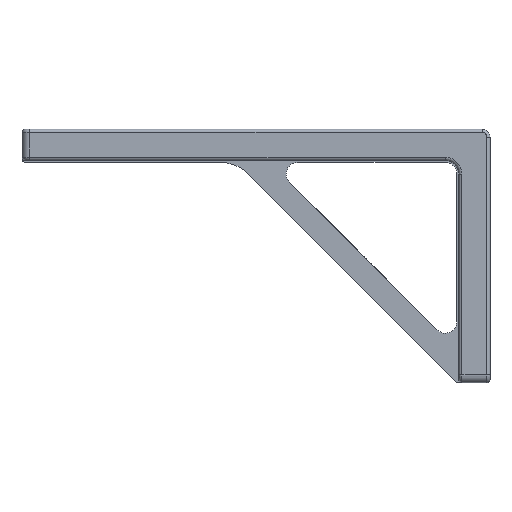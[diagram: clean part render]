
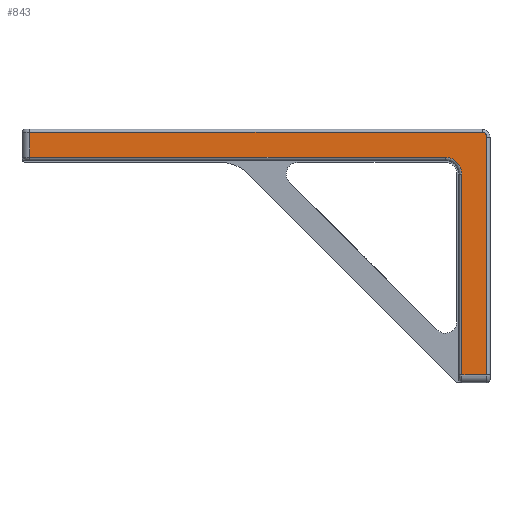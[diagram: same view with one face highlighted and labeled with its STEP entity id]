
A CAD part, left-side view. The second image highlights one B-rep face of the part: STEP entity #843.
In plain terms, the highlighted planar face has unit normal (-1, 0, 0).
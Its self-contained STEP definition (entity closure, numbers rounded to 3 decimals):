
#45 = ORIENTED_EDGE ( 'NONE', *, *, #659, .T. ) ;
#390 = VERTEX_POINT ( 'NONE', #9683 ) ;
#452 = EDGE_LOOP ( 'NONE', ( #4586, #1463, #605, #1412, #7666, #10093, #45, #3662 ) ) ;
#546 = DIRECTION ( 'NONE',  ( 1., 0., 0. ) ) ;
#605 = ORIENTED_EDGE ( 'NONE', *, *, #7841, .T. ) ;
#659 = EDGE_CURVE ( 'NONE', #7878, #390, #7300, .T. ) ;
#843 = ADVANCED_FACE ( '��1', ( #9902 ), #4012, .F. ) ;
#1226 = EDGE_CURVE ( 'NONE', #1995, #5564, #9158, .T. ) ;
#1381 = CARTESIAN_POINT ( 'NONE',  ( -32.5, 11.5, 21. ) ) ;
#1412 = ORIENTED_EDGE ( 'NONE', *, *, #10017, .T. ) ;
#1463 = ORIENTED_EDGE ( 'NONE', *, *, #1226, .T. ) ;
#1739 = CARTESIAN_POINT ( 'NONE',  ( -32.5, 2., 31.7 ) ) ;
#1952 = LINE ( 'NONE', #4350, #5714 ) ;
#1995 = VERTEX_POINT ( 'NONE', #1739 ) ;
#2064 = CARTESIAN_POINT ( 'NONE',  ( -32.5, 118., 31.7 ) ) ;
#2091 = DIRECTION ( 'NONE',  ( 0., 0., 1. ) ) ;
#2178 = DIRECTION ( 'NONE',  ( 0., 0., -1. ) ) ;
#2310 = VERTEX_POINT ( 'NONE', #10810 ) ;
#2330 = CARTESIAN_POINT ( 'NONE',  ( -32.5, 8., -32.5 ) ) ;
#2335 = LINE ( 'NONE', #5458, #11598 ) ;
#2478 = CARTESIAN_POINT ( 'NONE',  ( -32.5, 118., 25.3 ) ) ;
#2542 = CIRCLE ( 'NONE', #9507, 4.3 ) ;
#2942 = LINE ( 'NONE', #7775, #10183 ) ;
#3167 = CARTESIAN_POINT ( 'NONE',  ( -32.5, 11.5, 25.3 ) ) ;
#3334 = DIRECTION ( 'NONE',  ( 0., 0., -1. ) ) ;
#3662 = ORIENTED_EDGE ( 'NONE', *, *, #6858, .T. ) ;
#3778 = CARTESIAN_POINT ( 'NONE',  ( -32.5, 0.8, -32.5 ) ) ;
#3875 = VERTEX_POINT ( 'NONE', #2478 ) ;
#3958 = VECTOR ( 'NONE', #4782, 1000. ) ;
#4012 = PLANE ( 'NONE',  #4712 ) ;
#4350 = CARTESIAN_POINT ( 'NONE',  ( -32.5, 7.2, -30.5 ) ) ;
#4586 = ORIENTED_EDGE ( 'NONE', *, *, #10169, .T. ) ;
#4666 = EDGE_CURVE ( 'NONE', #10793, #2310, #2542, .T. ) ;
#4712 = AXIS2_PLACEMENT_3D ( 'NONE', #2330, #7781, #2178 ) ;
#4782 = DIRECTION ( 'NONE',  ( 0., 1., 0. ) ) ;
#5458 = CARTESIAN_POINT ( 'NONE',  ( -32.5, 8., 25.3 ) ) ;
#5564 = VERTEX_POINT ( 'NONE', #2064 ) ;
#5631 = VERTEX_POINT ( 'NONE', #8980 ) ;
#5714 = VECTOR ( 'NONE', #9895, 1000. ) ;
#5722 = VECTOR ( 'NONE', #2091, 1000. ) ;
#5952 = DIRECTION ( 'NONE',  ( 0., -1., 0. ) ) ;
#6858 = EDGE_CURVE ( 'NONE', #390, #5631, #7747, .T. ) ;
#7300 = LINE ( 'NONE', #10520, #10347 ) ;
#7666 = ORIENTED_EDGE ( 'NONE', *, *, #4666, .T. ) ;
#7747 = LINE ( 'NONE', #3778, #5722 ) ;
#7775 = CARTESIAN_POINT ( 'NONE',  ( -32.5, 118., 24.5 ) ) ;
#7781 = DIRECTION ( 'NONE',  ( 1., 0., 0. ) ) ;
#7841 = EDGE_CURVE ( 'NONE', #5564, #3875, #2942, .T. ) ;
#7878 = VERTEX_POINT ( 'NONE', #10849 ) ;
#8074 = DIRECTION ( 'NONE',  ( -1., 0., 0. ) ) ;
#8271 = EDGE_CURVE ( 'NONE', #2310, #7878, #1952, .T. ) ;
#8700 = DIRECTION ( 'NONE',  ( 0., 0., -1. ) ) ;
#8980 = CARTESIAN_POINT ( 'NONE',  ( -32.5, 0.8, 30.5 ) ) ;
#9158 = LINE ( 'NONE', #9271, #3958 ) ;
#9271 = CARTESIAN_POINT ( 'NONE',  ( -32.5, 8., 31.7 ) ) ;
#9507 = AXIS2_PLACEMENT_3D ( 'NONE', #1381, #546, #3334 ) ;
#9683 = CARTESIAN_POINT ( 'NONE',  ( -32.5, 0.8, -30.5 ) ) ;
#9895 = DIRECTION ( 'NONE',  ( 0., 0., -1. ) ) ;
#9902 = FACE_OUTER_BOUND ( 'NONE', #452, .T. ) ;
#9994 = CIRCLE ( 'NONE', #11689, 1.2 ) ;
#10017 = EDGE_CURVE ( 'NONE', #3875, #10793, #2335, .T. ) ;
#10093 = ORIENTED_EDGE ( 'NONE', *, *, #8271, .T. ) ;
#10169 = EDGE_CURVE ( 'NONE', #5631, #1995, #9994, .T. ) ;
#10183 = VECTOR ( 'NONE', #8700, 1000. ) ;
#10347 = VECTOR ( 'NONE', #5952, 1000. ) ;
#10520 = CARTESIAN_POINT ( 'NONE',  ( -32.5, 8., -30.5 ) ) ;
#10793 = VERTEX_POINT ( 'NONE', #3167 ) ;
#10810 = CARTESIAN_POINT ( 'NONE',  ( -32.5, 7.2, 21. ) ) ;
#10839 = CARTESIAN_POINT ( 'NONE',  ( -32.5, 2., 30.5 ) ) ;
#10849 = CARTESIAN_POINT ( 'NONE',  ( -32.5, 7.2, -30.5 ) ) ;
#10952 = DIRECTION ( 'NONE',  ( 0., 0., -1. ) ) ;
#11598 = VECTOR ( 'NONE', #11923, 1000. ) ;
#11689 = AXIS2_PLACEMENT_3D ( 'NONE', #10839, #8074, #10952 ) ;
#11923 = DIRECTION ( 'NONE',  ( 0., -1., 0. ) ) ;
